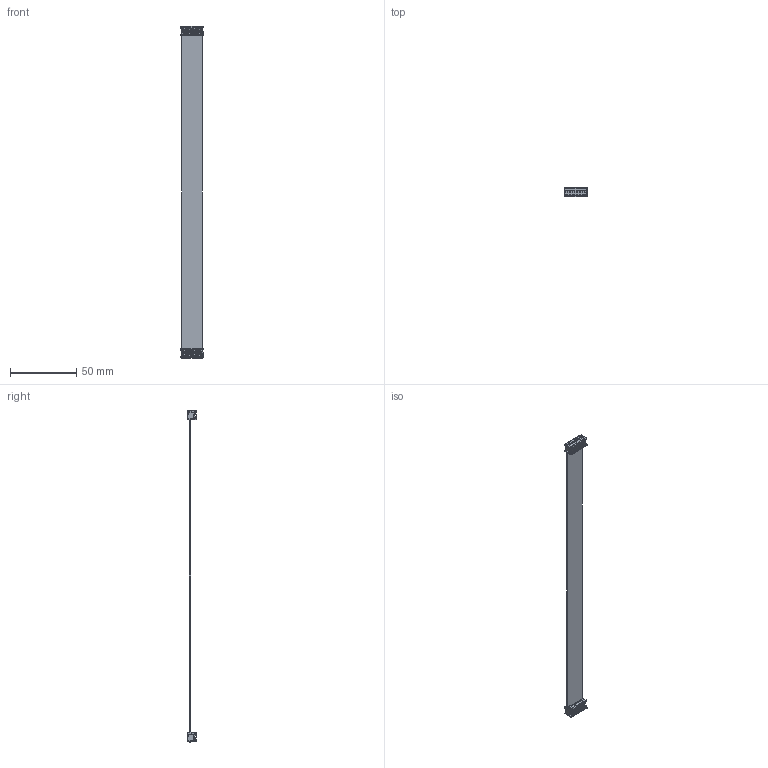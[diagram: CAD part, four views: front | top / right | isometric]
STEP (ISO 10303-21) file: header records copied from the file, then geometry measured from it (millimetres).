
FILE_DESCRIPTION((''),'2;1');
FILE_NAME('923151225','2008-03-28T',('PNB'),(''),'PRO/ENGINEER BY PARAMETRIC TECHNOLOGY CORPORATION, 2003451','PRO/ENGINEER BY PARAMETRIC TECHNOLOGY CORPORATION, 2003451','');
FILE_SCHEMA(('CONFIG_CONTROL_DESIGN'));
Length unit declared in the file: millimetre
Products named in the file (1): 923151225
Bounding box: 17.75 x 6.4 x 251 mm (x, y, z)
Volume: 5154.3 mm3; surface area: 10102.4 mm2
Topology: 1 solids, 1 shells, 1816 faces, 5536 edges, 3608 vertices
Faces by surface type: plane 1656, cylinder 160
Entity records: 61122 total; most frequent: ORIENTED_EDGE 11072, CARTESIAN_POINT 10961, DIRECTION 9494, EDGE_CURVE 5536, VECTOR 5212, LINE 5212, VERTEX_POINT 3608, AXIS2_PLACEMENT_3D 2141
